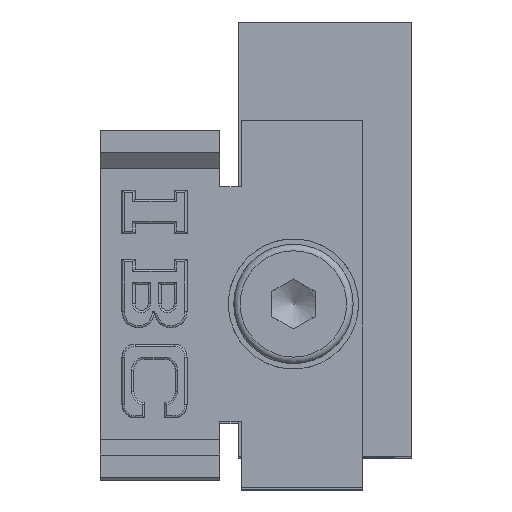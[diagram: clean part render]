
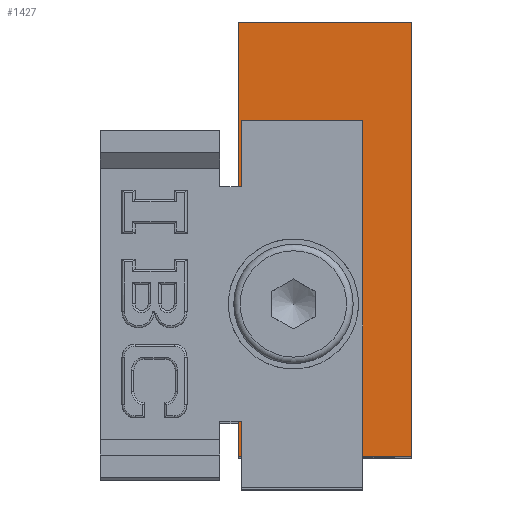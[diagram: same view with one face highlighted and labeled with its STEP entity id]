
A CAD part, top view. The second image highlights one B-rep face of the part: STEP entity #1427.
In plain terms, the highlighted planar face has unit normal (0, 0, 1).
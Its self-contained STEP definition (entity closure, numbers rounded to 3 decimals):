
#555=CARTESIAN_POINT('',(3.78,7.,60.0));
#556=VERTEX_POINT('',#555);
#557=CARTESIAN_POINT('',(2.55,7.,60.0));
#558=DIRECTION('',(0.0,0.0,-1.0));
#559=DIRECTION('',(1.0,0.0,0.0));
#560=AXIS2_PLACEMENT_3D('',#557,#558,#559);
#561=CIRCLE('',#560,1.23);
#562=EDGE_CURVE('',#556,#556,#561,.T.);
#1246=CARTESIAN_POINT('',(0.0,0.0,60.0));
#1247=VERTEX_POINT('',#1246);
#1248=CARTESIAN_POINT('',(0.0,20.0,60.0));
#1249=VERTEX_POINT('',#1248);
#1250=CARTESIAN_POINT('',(0.0,0.0,60.0));
#1251=DIRECTION('',(0.0,1.0,0.0));
#1252=VECTOR('',#1251,20.0);
#1253=LINE('',#1250,#1252);
#1254=EDGE_CURVE('',#1247,#1249,#1253,.T.);
#1295=CARTESIAN_POINT('',(8.0,20.0,60.0));
#1296=VERTEX_POINT('',#1295);
#1297=CARTESIAN_POINT('',(0.0,20.0,60.0));
#1298=DIRECTION('',(1.0,0.0,0.0));
#1299=VECTOR('',#1298,8.0);
#1300=LINE('',#1297,#1299);
#1301=EDGE_CURVE('',#1249,#1296,#1300,.T.);
#1332=CARTESIAN_POINT('',(8.,0.,60.0));
#1333=VERTEX_POINT('',#1332);
#1334=CARTESIAN_POINT('',(8.0,20.0,60.0));
#1335=DIRECTION('',(0.0,-1.0,0.0));
#1336=VECTOR('',#1335,20.0);
#1337=LINE('',#1334,#1336);
#1338=EDGE_CURVE('',#1296,#1333,#1337,.T.);
#1375=CARTESIAN_POINT('',(8.,0.,60.0));
#1376=DIRECTION('',(-1.0,0.0,0.0));
#1377=VECTOR('',#1376,8.);
#1378=LINE('',#1375,#1377);
#1379=EDGE_CURVE('',#1333,#1247,#1378,.T.);
#1413=CARTESIAN_POINT('',(4.,10.,60.0));
#1414=DIRECTION('',(0.0,0.0,1.0));
#1415=DIRECTION('',(1.0,0.0,0.0));
#1416=AXIS2_PLACEMENT_3D('',#1413,#1414,#1415);
#1417=PLANE('',#1416);
#1418=ORIENTED_EDGE('',*,*,#1254,.F.);
#1419=ORIENTED_EDGE('',*,*,#1379,.F.);
#1420=ORIENTED_EDGE('',*,*,#1338,.F.);
#1421=ORIENTED_EDGE('',*,*,#1301,.F.);
#1422=EDGE_LOOP('',(#1418,#1419,#1420,#1421));
#1423=FACE_OUTER_BOUND('',#1422,.T.);
#1424=ORIENTED_EDGE('',*,*,#562,.T.);
#1425=EDGE_LOOP('',(#1424));
#1426=FACE_BOUND('',#1425,.T.);
#1427=ADVANCED_FACE('',(#1423,#1426),#1417,.T.);
